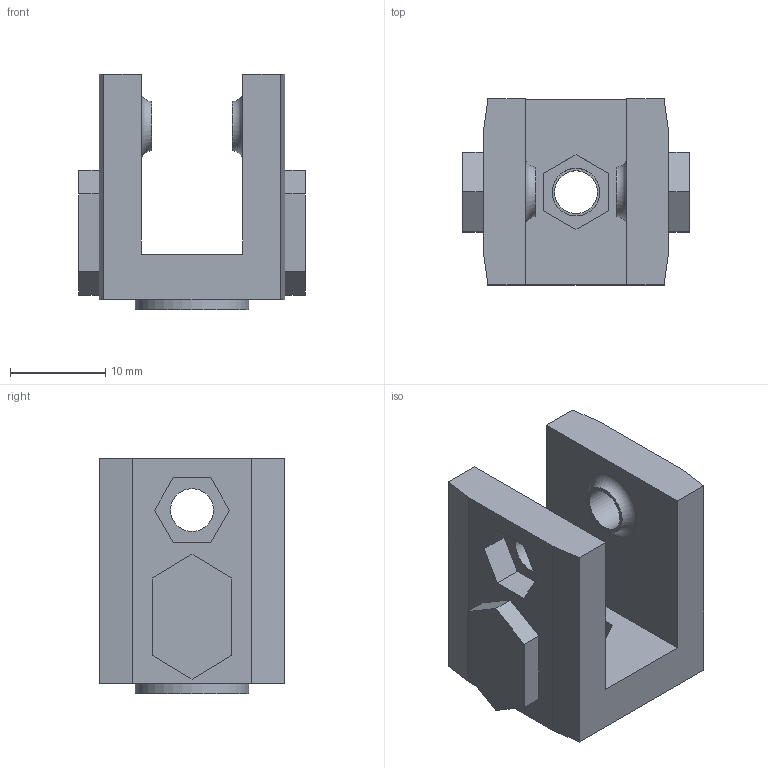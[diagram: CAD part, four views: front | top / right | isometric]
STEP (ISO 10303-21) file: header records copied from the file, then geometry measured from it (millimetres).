
FILE_DESCRIPTION(/* description */ (''),/* implementation_level */ '2;1');
FILE_NAME(/* name */ '20t pulley cr6 front.step',/* time_stamp */ '2021-05-21T17:17:31-05:00',/* author */ (''),/* organization */ (''),/* preprocessor_version */ 'ST-DEVELOPER v18.1',/* originating_system */ 'Autodesk Translation Framework v10.6.0.1341',/* authorisation */ '');
FILE_SCHEMA (('AUTOMOTIVE_DESIGN { 1 0 10303 214 3 1 1 }'));
Length unit declared in the file: millimetre
Products named in the file (1): 20t pulley cr6 front
Bounding box: 23.8 x 19.5 x 24.76 mm (x, y, z)
Volume: 5126.9 mm3; surface area: 3308.7 mm2
Topology: 1 solids, 1 shells, 53 faces, 129 edges, 86 vertices
Faces by surface type: plane 46, cylinder 5, torus 2
Full cylindrical faces by diameter (mm): 4.5 x3, 5 x1, 11.95 x1
Entity records: 1584 total; most frequent: CARTESIAN_POINT 269, ORIENTED_EDGE 258, DIRECTION 253, EDGE_CURVE 129, LINE 113, VECTOR 113, VERTEX_POINT 86, AXIS2_PLACEMENT_3D 70
